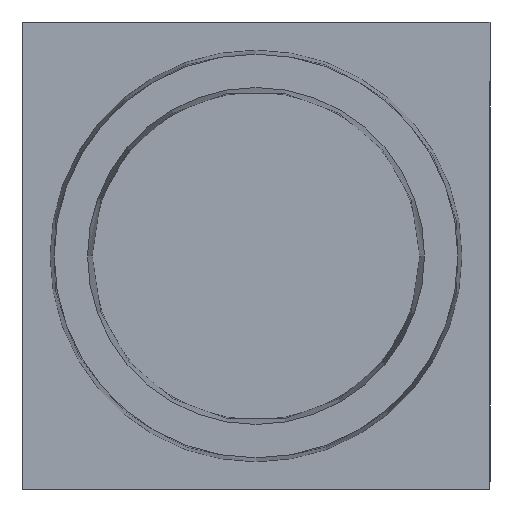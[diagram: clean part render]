
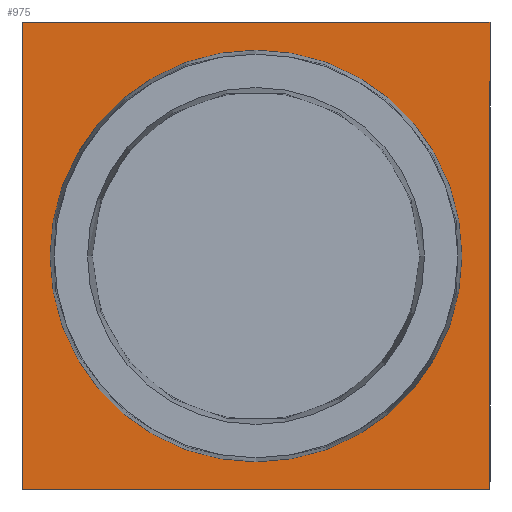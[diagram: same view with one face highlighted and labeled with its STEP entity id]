
A CAD part, front view. The second image highlights one B-rep face of the part: STEP entity #975.
In plain terms, the highlighted planar face has unit normal (0, -1, 0).
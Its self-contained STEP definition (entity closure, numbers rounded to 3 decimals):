
#35 = FACE_BOUND ( 'NONE', #1010, .T. ) ;
#39 = ORIENTED_EDGE ( 'NONE', *, *, #1262, .F. ) ;
#60 = DIRECTION ( 'NONE',  ( 0., 0., 1. ) ) ;
#115 = DIRECTION ( 'NONE',  ( 0., 0., 1. ) ) ;
#128 = CARTESIAN_POINT ( 'NONE',  ( -25., 0., -25. ) ) ;
#147 = VECTOR ( 'NONE', #864, 1000. ) ;
#159 = EDGE_CURVE ( 'NONE', #712, #357, #899, .T. ) ;
#206 = AXIS2_PLACEMENT_3D ( 'NONE', #832, #1061, #115 ) ;
#218 = EDGE_CURVE ( 'NONE', #357, #946, #245, .T. ) ;
#245 = LINE ( 'NONE', #1378, #1332 ) ;
#268 = CIRCLE ( 'NONE', #206, 22. ) ;
#288 = LINE ( 'NONE', #1077, #147 ) ;
#296 = VERTEX_POINT ( 'NONE', #760 ) ;
#326 = VECTOR ( 'NONE', #484, 1000. ) ;
#336 = ORIENTED_EDGE ( 'NONE', *, *, #395, .F. ) ;
#357 = VERTEX_POINT ( 'NONE', #979 ) ;
#372 = CARTESIAN_POINT ( 'NONE',  ( -25., 0., -25. ) ) ;
#375 = AXIS2_PLACEMENT_3D ( 'NONE', #413, #610, #829 ) ;
#380 = ORIENTED_EDGE ( 'NONE', *, *, #1163, .T. ) ;
#387 = FACE_OUTER_BOUND ( 'NONE', #958, .T. ) ;
#391 = PLANE ( 'NONE',  #1062 ) ;
#395 = EDGE_CURVE ( 'NONE', #1345, #712, #1284, .T. ) ;
#413 = CARTESIAN_POINT ( 'NONE',  ( 0., 0., 0. ) ) ;
#484 = DIRECTION ( 'NONE',  ( 1., 0., 0. ) ) ;
#588 = DIRECTION ( 'NONE',  ( 0., 1., 0. ) ) ;
#610 = DIRECTION ( 'NONE',  ( 0., 1., 0. ) ) ;
#631 = CARTESIAN_POINT ( 'NONE',  ( 0., 0., -22. ) ) ;
#638 = ORIENTED_EDGE ( 'NONE', *, *, #218, .F. ) ;
#694 = VERTEX_POINT ( 'NONE', #631 ) ;
#712 = VERTEX_POINT ( 'NONE', #1070 ) ;
#760 = CARTESIAN_POINT ( 'NONE',  ( 0., 0., 22. ) ) ;
#829 = DIRECTION ( 'NONE',  ( 0., 0., 1. ) ) ;
#832 = CARTESIAN_POINT ( 'NONE',  ( 0., 0., 0. ) ) ;
#864 = DIRECTION ( 'NONE',  ( -1., 0., 0. ) ) ;
#879 = ORIENTED_EDGE ( 'NONE', *, *, #159, .F. ) ;
#899 = LINE ( 'NONE', #1028, #326 ) ;
#910 = DIRECTION ( 'NONE',  ( 0., 0., 1. ) ) ;
#946 = VERTEX_POINT ( 'NONE', #1153 ) ;
#958 = EDGE_LOOP ( 'NONE', ( #638, #879, #336, #39 ) ) ;
#975 = ADVANCED_FACE ( 'NONE', ( #387, #35 ), #391, .F. ) ;
#979 = CARTESIAN_POINT ( 'NONE',  ( 25., 0., 25. ) ) ;
#1010 = EDGE_LOOP ( 'NONE', ( #380, #1205 ) ) ;
#1028 = CARTESIAN_POINT ( 'NONE',  ( -25., 0., 25. ) ) ;
#1061 = DIRECTION ( 'NONE',  ( 0., 1., 0. ) ) ;
#1062 = AXIS2_PLACEMENT_3D ( 'NONE', #1137, #588, #60 ) ;
#1070 = CARTESIAN_POINT ( 'NONE',  ( -25., 0., 25. ) ) ;
#1077 = CARTESIAN_POINT ( 'NONE',  ( -25., 0., -25. ) ) ;
#1137 = CARTESIAN_POINT ( 'NONE',  ( 25., 0., 25. ) ) ;
#1153 = CARTESIAN_POINT ( 'NONE',  ( 25., 0., -25. ) ) ;
#1156 = EDGE_CURVE ( 'NONE', #694, #296, #1324, .T. ) ;
#1163 = EDGE_CURVE ( 'NONE', #296, #694, #268, .T. ) ;
#1195 = VECTOR ( 'NONE', #910, 1000. ) ;
#1205 = ORIENTED_EDGE ( 'NONE', *, *, #1156, .T. ) ;
#1262 = EDGE_CURVE ( 'NONE', #946, #1345, #288, .T. ) ;
#1277 = DIRECTION ( 'NONE',  ( 0., 0., -1. ) ) ;
#1284 = LINE ( 'NONE', #372, #1195 ) ;
#1324 = CIRCLE ( 'NONE', #375, 22. ) ;
#1332 = VECTOR ( 'NONE', #1277, 1000. ) ;
#1345 = VERTEX_POINT ( 'NONE', #128 ) ;
#1378 = CARTESIAN_POINT ( 'NONE',  ( 25., 0., -25. ) ) ;
